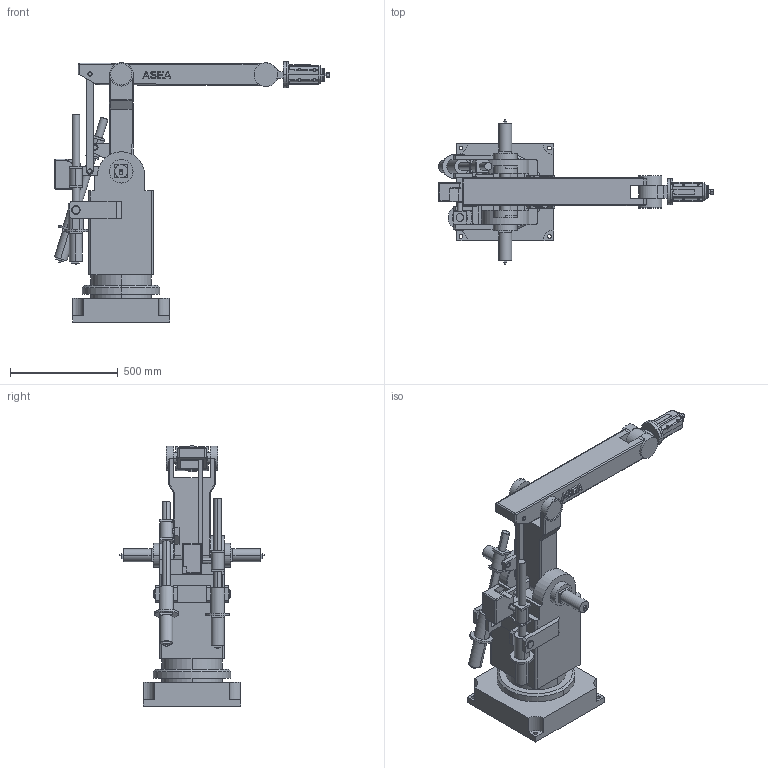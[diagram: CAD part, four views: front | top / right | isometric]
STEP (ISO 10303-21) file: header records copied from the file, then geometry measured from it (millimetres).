
FILE_DESCRIPTION((''),'2;1');
FILE_NAME('ASEA_NEW_STEP_ASM','2017-03-25T',('Administrator'),(''),'PRO/ENGINEER BY PARAMETRIC TECHNOLOGY CORPORATION, 2012130','PRO/ENGINEER BY PARAMETRIC TECHNOLOGY CORPORATION, 2012130','');
FILE_SCHEMA(('AUTOMOTIVE_DESIGN { 1 0 10303 214 1 1 1 1 }'));
Length unit declared in the file: millimetre
Products named in the file (19): BASE1; BASE; L2_450; L3_670; LAMBDA95; ASEA_ASM; 5; M; F_ACT; N_C; LINK; F_C; TELO; TELO1; PRIRUBNICA; OSOVINA_ROT; NAVRTKA_ALATA; MAKITA_ASM; ASEA_NEW_STEP_ASM
Assembly tree (19 placements, depth 3):
  ASEA_NEW_STEP_ASM
    BASE1
    ASEA_ASM
      BASE
      L2_450
      L3_670
      LAMBDA95
    5
    M
    F_ACT  x2
    N_C
    LINK
    F_C
    MAKITA_ASM
      TELO
      TELO1
      PRIRUBNICA
      OSOVINA_ROT
      NAVRTKA_ALATA
Bounding box: 1275.14 x 670 x 1206.98 mm (x, y, z)
Volume: 118486559.5 mm3; surface area: 3880022.7 mm2
Topology: 18 solids, 18 shells, 892 faces, 2268 edges, 1468 vertices
Faces by surface type: plane 568, cylinder 268, cone 32, torus 14, sphere 10
Entity records: 34867 total; most frequent: CARTESIAN_POINT 5066, DIRECTION 4534, ORIENTED_EDGE 4392, PRESENTATION_STYLE_ASSIGNMENT 2200, EDGE_CURVE 2196, STYLED_ITEM 2150, CURVE_STYLE 2132, VECTOR 1552
